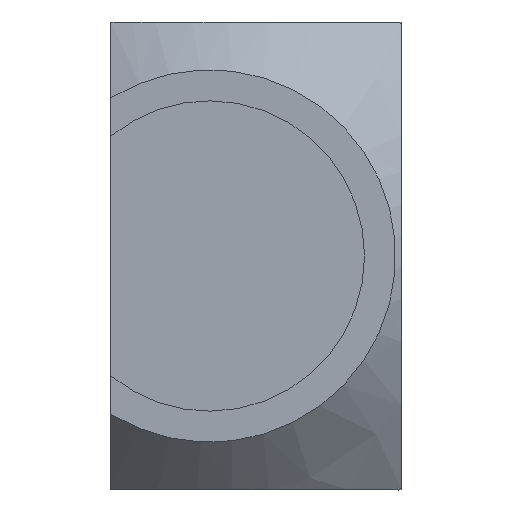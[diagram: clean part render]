
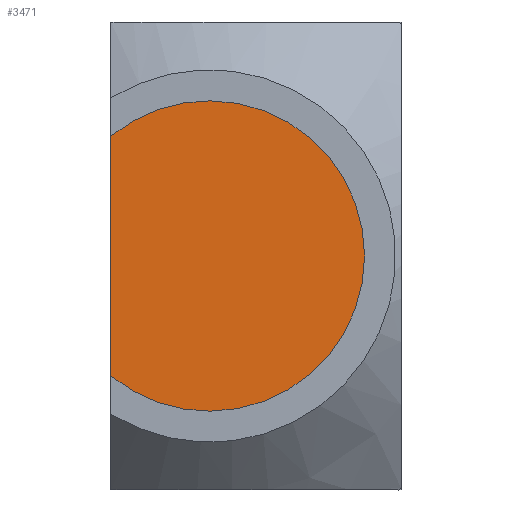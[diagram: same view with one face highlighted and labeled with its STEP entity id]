
A CAD part, front view. The second image highlights one B-rep face of the part: STEP entity #3471.
In plain terms, the highlighted face is planar.
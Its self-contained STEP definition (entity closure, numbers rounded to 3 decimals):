
#112=LINE('',#5155,#477);
#477=VECTOR('',#4054,10.);
#836=PLANE('',#3674);
#935=FACE_OUTER_BOUND('',#1118,.T.);
#1118=EDGE_LOOP('',(#2401,#2402));
#1301=CIRCLE('',#3672,5.);
#1486=VERTEX_POINT('',#5143);
#1489=VERTEX_POINT('',#5148);
#1852=EDGE_CURVE('',#1486,#1489,#1301,.T.);
#1855=EDGE_CURVE('',#1489,#1486,#112,.T.);
#2401=ORIENTED_EDGE('',*,*,#1855,.T.);
#2402=ORIENTED_EDGE('',*,*,#1852,.T.);
#3471=ADVANCED_FACE('',(#935),#836,.T.);
#3672=AXIS2_PLACEMENT_3D('',#5150,#4046,#4047);
#3674=AXIS2_PLACEMENT_3D('',#5154,#4052,#4053);
#4046=DIRECTION('center_axis',(-1.,0.,0.));
#4047=DIRECTION('ref_axis',(0.,-1.,0.));
#4052=DIRECTION('center_axis',(-1.,0.,0.));
#4053=DIRECTION('ref_axis',(0.,0.,1.));
#4054=DIRECTION('',(0.,-1.,0.));
#5143=CARTESIAN_POINT('',(-53.14,132.837,-1.27));
#5148=CARTESIAN_POINT('',(-53.14,140.563,-1.27));
#5150=CARTESIAN_POINT('Origin',(-53.14,136.7,1.905));
#5154=CARTESIAN_POINT('Origin',(-53.14,132.89,-4.445));
#5155=CARTESIAN_POINT('',(-53.14,136.065,-1.27));
